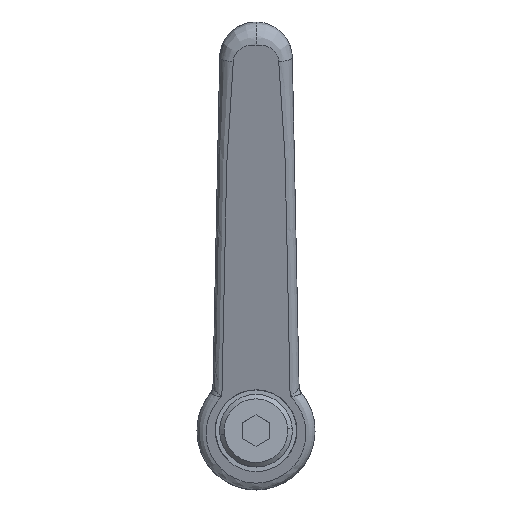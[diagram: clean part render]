
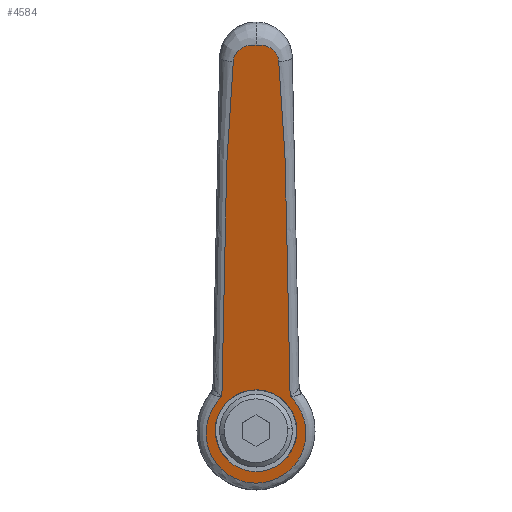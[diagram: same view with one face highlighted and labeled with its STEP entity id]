
A CAD part, top view. The second image highlights one B-rep face of the part: STEP entity #4584.
In plain terms, the highlighted free-form (B-spline) face has degree [1, 1] with [2, 2] control points.
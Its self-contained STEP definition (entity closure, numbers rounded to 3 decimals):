
#1684=CARTESIAN_POINT('',(0.431,4.479,23.092));
#1685=VERTEX_POINT('',#1684);
#1691=CARTESIAN_POINT('',(-4.5,0.0,21.704));
#1692=VERTEX_POINT('',#1691);
#1693=CARTESIAN_POINT('',(0.431,4.479,23.092));
#1694=CARTESIAN_POINT('',(0.216,4.5,23.032));
#1695=CARTESIAN_POINT('',(0.,4.5,22.971));
#1696=CARTESIAN_POINT('',(-4.5,4.5,21.704));
#1697=CARTESIAN_POINT('',(-4.5,0.0,21.704));
#1705=(BOUNDED_CURVE()B_SPLINE_CURVE(2,(#1693,#1694,#1695,#1696,#1697),.UNSPECIFIED.,.F.,.U.)B_SPLINE_CURVE_WITH_KNOTS((3,2,3),(0.733,0.75,1.0),.UNSPECIFIED.)CURVE()GEOMETRIC_REPRESENTATION_ITEM()RATIONAL_B_SPLINE_CURVE((0.964,0.98,1.0,0.707,1.0))REPRESENTATION_ITEM(''));
#1706=EDGE_CURVE('',#1685,#1692,#1705,.T.);
#1708=CARTESIAN_POINT('',(0.089,-4.499,22.996));
#1709=VERTEX_POINT('',#1708);
#1710=CARTESIAN_POINT('',(-4.5,0.0,21.704));
#1711=CARTESIAN_POINT('',(-4.5,-4.5,21.704));
#1712=CARTESIAN_POINT('',(0.,-4.5,22.971));
#1713=CARTESIAN_POINT('',(0.044,-4.5,22.983));
#1714=CARTESIAN_POINT('',(0.089,-4.499,22.996));
#1722=(BOUNDED_CURVE()B_SPLINE_CURVE(2,(#1710,#1711,#1712,#1713,#1714),.UNSPECIFIED.,.F.,.U.)B_SPLINE_CURVE_WITH_KNOTS((3,2,3),(0.0,0.25,0.253),.UNSPECIFIED.)CURVE()GEOMETRIC_REPRESENTATION_ITEM()RATIONAL_B_SPLINE_CURVE((1.0,0.707,1.0,0.996,0.992))REPRESENTATION_ITEM(''));
#1723=EDGE_CURVE('',#1692,#1709,#1722,.T.);
#1767=CARTESIAN_POINT('',(4.5,0.,24.238));
#1768=VERTEX_POINT('',#1767);
#1769=CARTESIAN_POINT('',(0.089,-4.499,22.996));
#1770=CARTESIAN_POINT('',(4.5,-4.412,24.238));
#1771=CARTESIAN_POINT('',(4.5,0.,24.238));
#1779=(BOUNDED_CURVE()B_SPLINE_CURVE(2,(#1769,#1770,#1771),.UNSPECIFIED.,.F.,.U.)B_SPLINE_CURVE_WITH_KNOTS((3,3),(0.253,0.5),.UNSPECIFIED.)CURVE()GEOMETRIC_REPRESENTATION_ITEM()RATIONAL_B_SPLINE_CURVE((0.992,0.711,1.0))REPRESENTATION_ITEM(''));
#1780=EDGE_CURVE('',#1709,#1768,#1779,.T.);
#1782=CARTESIAN_POINT('',(4.5,0.,24.238));
#1783=CARTESIAN_POINT('',(4.5,4.088,24.238));
#1784=CARTESIAN_POINT('',(0.431,4.479,23.092));
#1792=(BOUNDED_CURVE()B_SPLINE_CURVE(2,(#1782,#1783,#1784),.UNSPECIFIED.,.F.,.U.)B_SPLINE_CURVE_WITH_KNOTS((3,3),(0.5,0.733),.UNSPECIFIED.)CURVE()GEOMETRIC_REPRESENTATION_ITEM()RATIONAL_B_SPLINE_CURVE((1.0,0.727,0.964))REPRESENTATION_ITEM(''));
#1793=EDGE_CURVE('',#1768,#1685,#1792,.T.);
#3519=CARTESIAN_POINT('',(3.742,3.758,24.024));
#3520=VERTEX_POINT('',#3519);
#3782=CARTESIAN_POINT('',(3.742,-3.758,24.024));
#3783=VERTEX_POINT('',#3782);
#4085=CARTESIAN_POINT('',(42.458,0.,34.925));
#4086=VERTEX_POINT('',#4085);
#4124=CARTESIAN_POINT('',(40.645,2.499,34.415));
#4125=VERTEX_POINT('',#4124);
#4139=CARTESIAN_POINT('',(42.458,0.,34.925));
#4140=CARTESIAN_POINT('',(42.458,0.559,34.925));
#4141=CARTESIAN_POINT('',(42.445,0.679,34.921));
#4142=CARTESIAN_POINT('',(42.394,1.14,34.907));
#4143=CARTESIAN_POINT('',(42.143,1.56,34.837));
#4144=CARTESIAN_POINT('',(41.898,1.971,34.767));
#4145=CARTESIAN_POINT('',(41.546,2.207,34.668));
#4146=CARTESIAN_POINT('',(41.125,2.489,34.55));
#4147=CARTESIAN_POINT('',(40.645,2.499,34.415));
#4148=B_SPLINE_CURVE_WITH_KNOTS('',2,(#4139,#4140,#4141,#4142,#4143,#4144,#4145,#4146,#4147),.UNSPECIFIED.,.F.,.U.,(3,2,2,2,3),(0.0,0.286,0.571,0.786,1.0),.UNSPECIFIED.);
#4149=EDGE_CURVE('',#4086,#4125,#4148,.T.);
#4206=CARTESIAN_POINT('',(40.645,2.499,34.415));
#4207=CARTESIAN_POINT('',(38.594,2.541,33.837));
#4208=CARTESIAN_POINT('',(36.547,2.785,33.261));
#4209=CARTESIAN_POINT('',(34.499,2.927,32.684));
#4210=CARTESIAN_POINT('',(32.45,3.07,32.107));
#4211=CARTESIAN_POINT('',(30.402,3.212,31.531));
#4212=CARTESIAN_POINT('',(28.351,3.254,30.953));
#4213=CARTESIAN_POINT('',(20.148,3.422,28.644));
#4214=CARTESIAN_POINT('',(11.945,3.59,26.334));
#4215=CARTESIAN_POINT('',(3.742,3.758,24.024));
#4216=B_SPLINE_CURVE_WITH_KNOTS('',3,(#4206,#4207,#4208,#4209,#4210,#4211,#4212,#4213,#4214,#4215),.UNSPECIFIED.,.F.,.U.,(4,3,3,4),(0.0,0.056,0.111,0.333),.UNSPECIFIED.);
#4217=EDGE_CURVE('',#4125,#3520,#4216,.T.);
#4301=CARTESIAN_POINT('',(40.645,-2.499,34.415));
#4302=VERTEX_POINT('',#4301);
#4338=CARTESIAN_POINT('',(40.645,-2.499,34.415));
#4339=CARTESIAN_POINT('',(41.292,-2.486,34.597));
#4340=CARTESIAN_POINT('',(41.786,-2.014,34.736));
#4341=CARTESIAN_POINT('',(42.183,-1.634,34.848));
#4342=CARTESIAN_POINT('',(42.356,-1.102,34.896));
#4343=CARTESIAN_POINT('',(42.445,-0.826,34.921));
#4344=CARTESIAN_POINT('',(42.459,-0.489,34.925));
#4345=CARTESIAN_POINT('',(42.469,-0.245,34.928));
#4346=CARTESIAN_POINT('',(42.458,0.,34.925));
#4347=B_SPLINE_CURVE_WITH_KNOTS('',2,(#4338,#4339,#4340,#4341,#4342,#4343,#4344,#4345,#4346),.UNSPECIFIED.,.F.,.U.,(3,2,2,2,3),(0.0,0.286,0.571,0.786,1.0),.UNSPECIFIED.);
#4348=EDGE_CURVE('',#4302,#4086,#4347,.T.);
#4458=CARTESIAN_POINT('',(3.742,3.758,24.024));
#4459=CARTESIAN_POINT('',(2.613,4.96,23.707));
#4460=CARTESIAN_POINT('',(1.032,5.341,23.262));
#4461=CARTESIAN_POINT('',(-0.624,5.741,22.795));
#4462=CARTESIAN_POINT('',(-2.192,5.152,22.354));
#4463=CARTESIAN_POINT('',(-3.811,4.544,21.898));
#4464=CARTESIAN_POINT('',(-4.783,3.144,21.624));
#4465=CARTESIAN_POINT('',(-5.26,2.458,21.49));
#4466=CARTESIAN_POINT('',(-5.515,1.648,21.418));
#4467=CARTESIAN_POINT('',(-5.771,0.837,21.346));
#4468=CARTESIAN_POINT('',(-5.771,0.,21.346));
#4469=CARTESIAN_POINT('',(-5.771,-0.835,21.346));
#4470=CARTESIAN_POINT('',(-5.515,-1.648,21.418));
#4471=CARTESIAN_POINT('',(-5.261,-2.456,21.49));
#4472=CARTESIAN_POINT('',(-4.783,-3.144,21.624));
#4473=CARTESIAN_POINT('',(-3.812,-4.543,21.898));
#4474=CARTESIAN_POINT('',(-2.192,-5.152,22.354));
#4475=CARTESIAN_POINT('',(-0.626,-5.741,22.795));
#4476=CARTESIAN_POINT('',(1.032,-5.341,23.262));
#4477=CARTESIAN_POINT('',(2.612,-4.96,23.707));
#4478=CARTESIAN_POINT('',(3.742,-3.758,24.024));
#4479=B_SPLINE_CURVE_WITH_KNOTS('',2,(#4458,#4459,#4460,#4461,#4462,#4463,#4464,#4465,#4466,#4467,#4468,#4469,#4470,#4471,#4472,#4473,#4474,#4475,#4476,#4477,#4478),.UNSPECIFIED.,.F.,.U.,(3,2,2,2,2,2,2,2,2,2,3),(0.0,0.125,0.25,0.375,0.438,0.5,0.563,0.625,0.75,0.875,1.0),.UNSPECIFIED.);
#4480=EDGE_CURVE('',#3520,#3783,#4479,.T.);
#4523=CARTESIAN_POINT('',(3.742,-3.758,24.024));
#4524=CARTESIAN_POINT('',(11.945,-3.59,26.334));
#4525=CARTESIAN_POINT('',(20.148,-3.422,28.644));
#4526=CARTESIAN_POINT('',(28.351,-3.254,30.953));
#4527=CARTESIAN_POINT('',(30.402,-3.212,31.531));
#4528=CARTESIAN_POINT('',(32.45,-3.07,32.107));
#4529=CARTESIAN_POINT('',(34.499,-2.927,32.684));
#4530=CARTESIAN_POINT('',(36.547,-2.785,33.261));
#4531=CARTESIAN_POINT('',(38.594,-2.541,33.837));
#4532=CARTESIAN_POINT('',(40.645,-2.499,34.415));
#4533=B_SPLINE_CURVE_WITH_KNOTS('',3,(#4523,#4524,#4525,#4526,#4527,#4528,#4529,#4530,#4531,#4532),.UNSPECIFIED.,.F.,.U.,(4,3,3,4),(0.667,0.889,0.944,1.0),.UNSPECIFIED.);
#4534=EDGE_CURVE('',#3783,#4302,#4533,.T.);
#4566=CARTESIAN_POINT('',(44.873,-6.05,35.605));
#4567=CARTESIAN_POINT('',(-8.18,-6.05,20.668));
#4568=CARTESIAN_POINT('',(44.873,6.05,35.605));
#4569=CARTESIAN_POINT('',(-8.18,6.05,20.668));
#4570=B_SPLINE_SURFACE_WITH_KNOTS('',1,1,((#4566,#4568),(#4567,#4569)),.UNSPECIFIED.,.F.,.F.,.U.,(2,2),(2,2),(0.0,55.116),(0.0,12.1),.UNSPECIFIED.);
#4571=ORIENTED_EDGE('',*,*,#4348,.T.);
#4572=ORIENTED_EDGE('',*,*,#4149,.T.);
#4573=ORIENTED_EDGE('',*,*,#4217,.T.);
#4574=ORIENTED_EDGE('',*,*,#4480,.T.);
#4575=ORIENTED_EDGE('',*,*,#4534,.T.);
#4576=EDGE_LOOP('',(#4571,#4572,#4573,#4574,#4575));
#4577=FACE_OUTER_BOUND('',#4576,.T.);
#4578=ORIENTED_EDGE('',*,*,#1793,.F.);
#4579=ORIENTED_EDGE('',*,*,#1780,.F.);
#4580=ORIENTED_EDGE('',*,*,#1723,.F.);
#4581=ORIENTED_EDGE('',*,*,#1706,.F.);
#4582=EDGE_LOOP('',(#4578,#4579,#4580,#4581));
#4583=FACE_BOUND('',#4582,.T.);
#4584=ADVANCED_FACE('',(#4577,#4583),#4570,.F.);
